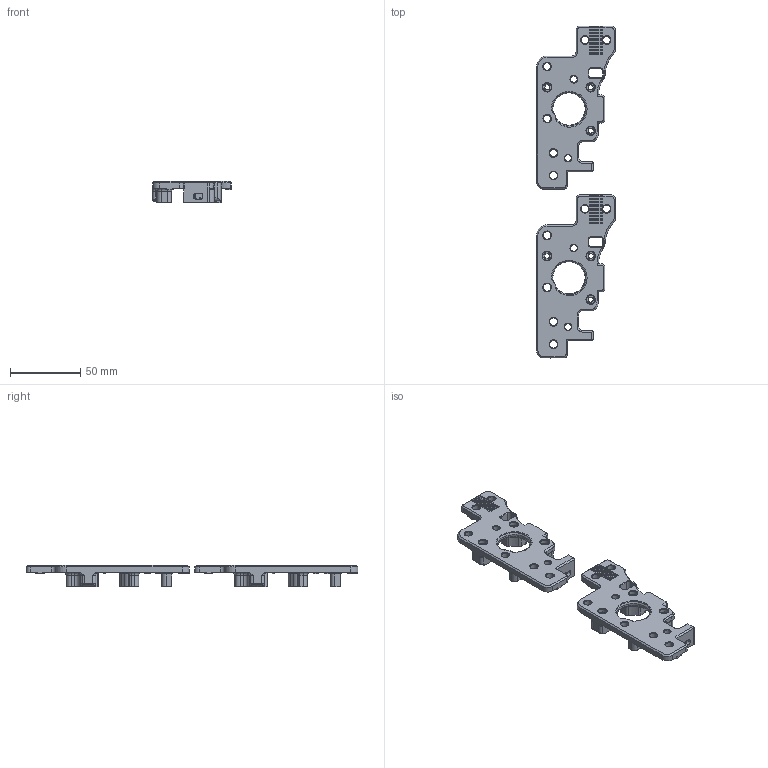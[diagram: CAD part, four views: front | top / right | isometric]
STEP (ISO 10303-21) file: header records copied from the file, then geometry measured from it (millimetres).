
FILE_DESCRIPTION(/* description */ (''),/* implementation_level */ '2;1');
FILE_NAME(/* name */ 'a_drive_frame_upper_with_endstop_pinned_nonpinned_24r2.step',/* time_stamp */ '2022-05-16T11:40:09-07:00',/* author */ (''),/* organization */ (''),/* preprocessor_version */ 'ST-DEVELOPER v18.1',/* originating_system */ 'Autodesk Translation Framework v10.14.0.1471',/* authorisation */ '');
FILE_SCHEMA (('AUTOMOTIVE_DESIGN { 1 0 10303 214 3 1 1 }'));
Length unit declared in the file: millimetre
Products named in the file (6): (Unsaved); A Drive Endstop; A Drive Endstop Pinned; JST-XH 2Pin v1; A Drive Endstop Pinned (1); JST-XH 2Pin v1 (1)
Assembly tree (5 placements, depth 4):
  (Unsaved)
    A Drive Endstop
      A Drive Endstop Pinned
        JST-XH 2Pin v1
    A Drive Endstop Pinned (1)
      JST-XH 2Pin v1 (1)
Bounding box: 56.03 x 236 x 15 mm (x, y, z)
Volume: 48856.9 mm3; surface area: 29063.6 mm2
Topology: 4 solids, 4 shells, 944 faces, 2504 edges, 1578 vertices
Faces by surface type: plane 504, cylinder 266, cone 74, torus 58, bspline 40, sphere 2
Full cylindrical faces by diameter (mm): 1.5 x2, 1.821 x2, 3.5 x6, 4.7 x4, 5.2 x2, 5.4 x10, 6 x6, 6.8 x2
Entity records: 30489 total; most frequent: CARTESIAN_POINT 6499, DIRECTION 5046, ORIENTED_EDGE 4996, EDGE_CURVE 2498, AXIS2_PLACEMENT_3D 1741, VERTEX_POINT 1578, LINE 1564, VECTOR 1564
